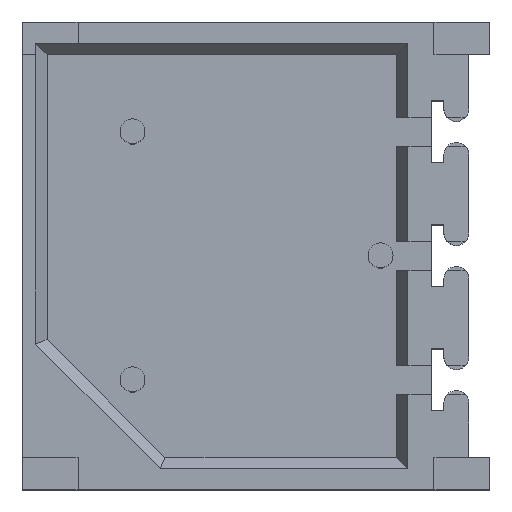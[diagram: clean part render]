
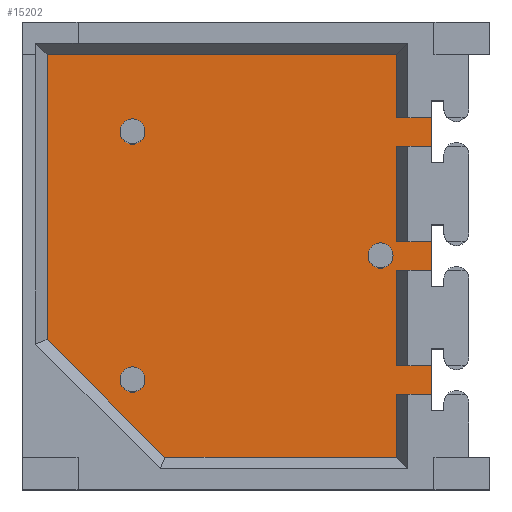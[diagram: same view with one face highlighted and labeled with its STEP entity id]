
A CAD part, top view. The second image highlights one B-rep face of the part: STEP entity #15202.
In plain terms, the highlighted planar face has unit normal (0, 0, 1).
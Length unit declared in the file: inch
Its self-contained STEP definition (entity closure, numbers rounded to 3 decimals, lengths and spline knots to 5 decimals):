
#165 = VERTEX_POINT ( 'NONE', #15405 ) ;
#440 = LINE ( 'NONE', #15192, #4711 ) ;
#581 = EDGE_CURVE ( 'NONE', #10838, #1846, #19041, .T. ) ;
#609 = VECTOR ( 'NONE', #10969, 39.37008 ) ;
#663 = CARTESIAN_POINT ( 'NONE',  ( 0.147, 0.1625, 0.16441 ) ) ;
#849 = CARTESIAN_POINT ( 'NONE',  ( 0.175, 0.1115, 0.16441 ) ) ;
#878 = FACE_OUTER_BOUND ( 'NONE', #16629, .T. ) ;
#971 = VECTOR ( 'NONE', #11460, 39.37008 ) ;
#1132 = VECTOR ( 'NONE', #13975, 39.37008 ) ;
#1187 = DIRECTION ( 'NONE',  ( -0.707, 0.707, 0. ) ) ;
#1350 = ORIENTED_EDGE ( 'NONE', *, *, #3614, .T. ) ;
#1467 = LINE ( 'NONE', #18202, #10492 ) ;
#1609 = CARTESIAN_POINT ( 'NONE',  ( 0.147, 0.0115, 0.16441 ) ) ;
#1715 = ORIENTED_EDGE ( 'NONE', *, *, #15510, .F. ) ;
#1799 = CARTESIAN_POINT ( 'NONE',  ( 0.175, 0.1115, 0.16441 ) ) ;
#1846 = VERTEX_POINT ( 'NONE', #8737 ) ;
#2009 = VECTOR ( 'NONE', #8904, 39.37008 ) ;
#2013 = VERTEX_POINT ( 'NONE', #7939 ) ;
#2263 = ORIENTED_EDGE ( 'NONE', *, *, #17372, .F. ) ;
#2542 = DIRECTION ( 'NONE',  ( -1., 0., 0. ) ) ;
#3241 = ORIENTED_EDGE ( 'NONE', *, *, #3788, .F. ) ;
#3296 = CARTESIAN_POINT ( 'NONE',  ( 0.175, 0.075, 0.16441 ) ) ;
#3412 = CARTESIAN_POINT ( 'NONE',  ( 0.175, -0.0115, 0.16441 ) ) ;
#3553 = EDGE_CURVE ( 'NONE', #18351, #165, #6088, .T. ) ;
#3614 = EDGE_CURVE ( 'NONE', #11610, #2013, #15517, .T. ) ;
#3693 = LINE ( 'NONE', #10461, #7504 ) ;
#3788 = EDGE_CURVE ( 'NONE', #165, #10838, #12261, .T. ) ;
#3884 = VECTOR ( 'NONE', #8488, 39.37008 ) ;
#3933 = DIRECTION ( 'NONE',  ( 0., 0., -1. ) ) ;
#4390 = VERTEX_POINT ( 'NONE', #11273 ) ;
#4588 = VERTEX_POINT ( 'NONE', #7289 ) ;
#4666 = CARTESIAN_POINT ( 'NONE',  ( 0.175, 0.0885, 0.16441 ) ) ;
#4711 = VECTOR ( 'NONE', #12202, 39.37008 ) ;
#4858 = CARTESIAN_POINT ( 'NONE',  ( 0.147, -0.1625, 0.16441 ) ) ;
#4915 = VERTEX_POINT ( 'NONE', #19252 ) ;
#5211 = EDGE_CURVE ( 'NONE', #12190, #10893, #16123, .T. ) ;
#5353 = DIRECTION ( 'NONE',  ( 0., -1., 0. ) ) ;
#5396 = EDGE_CURVE ( 'NONE', #12536, #4588, #16364, .T. ) ;
#5611 = VERTEX_POINT ( 'NONE', #849 ) ;
#5776 = CARTESIAN_POINT ( 'NONE',  ( 0.147, -0.0115, 0.16441 ) ) ;
#5779 = ORIENTED_EDGE ( 'NONE', *, *, #14346, .F. ) ;
#5900 = CARTESIAN_POINT ( 'NONE',  ( 0.156, 0.1625, 0.16441 ) ) ;
#5940 = LINE ( 'NONE', #1799, #17252 ) ;
#5966 = VECTOR ( 'NONE', #5353, 39.37008 ) ;
#5984 = DIRECTION ( 'NONE',  ( 0., -1., 0. ) ) ;
#6088 = LINE ( 'NONE', #4858, #1132 ) ;
#6121 = DIRECTION ( 'NONE',  ( -1., 0., 0. ) ) ;
#7037 = EDGE_CURVE ( 'NONE', #5611, #4390, #5940, .T. ) ;
#7230 = AXIS2_PLACEMENT_3D ( 'NONE', #9852, #3933, #16024 ) ;
#7289 = CARTESIAN_POINT ( 'NONE',  ( 0.147, -0.0885, 0.16441 ) ) ;
#7427 = VERTEX_POINT ( 'NONE', #17354 ) ;
#7489 = VECTOR ( 'NONE', #1187, 39.37008 ) ;
#7504 = VECTOR ( 'NONE', #5984, 39.37008 ) ;
#7656 = CARTESIAN_POINT ( 'NONE',  ( 0.175, 0.0115, 0.16441 ) ) ;
#7844 = LINE ( 'NONE', #3296, #17746 ) ;
#7939 = CARTESIAN_POINT ( 'NONE',  ( 0.175, -0.0885, 0.16441 ) ) ;
#8169 = ORIENTED_EDGE ( 'NONE', *, *, #12173, .F. ) ;
#8488 = DIRECTION ( 'NONE',  ( -1., 0., 0. ) ) ;
#8737 = CARTESIAN_POINT ( 'NONE',  ( -0.135, -0.0675, 0.16441 ) ) ;
#8832 = CARTESIAN_POINT ( 'NONE',  ( 0.175, -0.1115, 0.16441 ) ) ;
#8904 = DIRECTION ( 'NONE',  ( 1., 0., 0. ) ) ;
#9065 = VECTOR ( 'NONE', #12222, 39.37008 ) ;
#9406 = EDGE_CURVE ( 'NONE', #1846, #12725, #13400, .T. ) ;
#9461 = DIRECTION ( 'NONE',  ( 1., 0., 0. ) ) ;
#9514 = DIRECTION ( 'NONE',  ( -1., 0., 0. ) ) ;
#9696 = ORIENTED_EDGE ( 'NONE', *, *, #18806, .F. ) ;
#9733 = EDGE_CURVE ( 'NONE', #9783, #10893, #17879, .T. ) ;
#9783 = VERTEX_POINT ( 'NONE', #1609 ) ;
#9837 = LINE ( 'NONE', #17373, #3884 ) ;
#9838 = ORIENTED_EDGE ( 'NONE', *, *, #9733, .F. ) ;
#9852 = CARTESIAN_POINT ( 'NONE',  ( 0.205, 0.1625, 0.16441 ) ) ;
#10173 = EDGE_CURVE ( 'NONE', #12190, #12536, #9837, .T. ) ;
#10461 = CARTESIAN_POINT ( 'NONE',  ( 0.147, 0.1115, 0.16441 ) ) ;
#10492 = VECTOR ( 'NONE', #6121, 39.37008 ) ;
#10692 = CARTESIAN_POINT ( 'NONE',  ( 0.175, 0.025, 0.16441 ) ) ;
#10813 = ORIENTED_EDGE ( 'NONE', *, *, #5211, .T. ) ;
#10824 = ORIENTED_EDGE ( 'NONE', *, *, #9406, .F. ) ;
#10838 = VERTEX_POINT ( 'NONE', #17691 ) ;
#10893 = VERTEX_POINT ( 'NONE', #7656 ) ;
#10955 = CARTESIAN_POINT ( 'NONE',  ( 0.147, -0.1115, 0.16441 ) ) ;
#10960 = DIRECTION ( 'NONE',  ( -1., 0., 0. ) ) ;
#10969 = DIRECTION ( 'NONE',  ( 0., 1., 0. ) ) ;
#11273 = CARTESIAN_POINT ( 'NONE',  ( 0.147, 0.1115, 0.16441 ) ) ;
#11299 = CARTESIAN_POINT ( 'NONE',  ( -0.031, -0.1625, 0.16441 ) ) ;
#11326 = PLANE ( 'NONE',  #7230 ) ;
#11460 = DIRECTION ( 'NONE',  ( 0., -1., 0. ) ) ;
#11601 = CARTESIAN_POINT ( 'NONE',  ( 0.147, 0.1625, 0.16441 ) ) ;
#11610 = VERTEX_POINT ( 'NONE', #8832 ) ;
#11750 = ORIENTED_EDGE ( 'NONE', *, *, #5396, .F. ) ;
#11892 = EDGE_CURVE ( 'NONE', #7427, #9783, #11893, .T. ) ;
#11893 = LINE ( 'NONE', #11601, #971 ) ;
#11895 = CARTESIAN_POINT ( 'NONE',  ( 0.205, 0.0115, 0.16441 ) ) ;
#12173 = EDGE_CURVE ( 'NONE', #5611, #15430, #7844, .T. ) ;
#12190 = VERTEX_POINT ( 'NONE', #3412 ) ;
#12202 = DIRECTION ( 'NONE',  ( 1., 0., 0. ) ) ;
#12222 = DIRECTION ( 'NONE',  ( 0., 1., 0. ) ) ;
#12261 = LINE ( 'NONE', #11299, #16692 ) ;
#12536 = VERTEX_POINT ( 'NONE', #5776 ) ;
#12725 = VERTEX_POINT ( 'NONE', #16589 ) ;
#13122 = ORIENTED_EDGE ( 'NONE', *, *, #7037, .T. ) ;
#13400 = LINE ( 'NONE', #14374, #13887 ) ;
#13786 = CARTESIAN_POINT ( 'NONE',  ( 0.175, -0.075, 0.16441 ) ) ;
#13887 = VECTOR ( 'NONE', #17203, 39.37008 ) ;
#13975 = DIRECTION ( 'NONE',  ( 0., -1., 0. ) ) ;
#14002 = ORIENTED_EDGE ( 'NONE', *, *, #3553, .F. ) ;
#14346 = EDGE_CURVE ( 'NONE', #4588, #2013, #440, .T. ) ;
#14374 = CARTESIAN_POINT ( 'NONE',  ( -0.135, 0.1625, 0.16441 ) ) ;
#14523 = ORIENTED_EDGE ( 'NONE', *, *, #11892, .F. ) ;
#14584 = LINE ( 'NONE', #17151, #18602 ) ;
#15125 = EDGE_CURVE ( 'NONE', #15430, #7427, #14584, .T. ) ;
#15192 = CARTESIAN_POINT ( 'NONE',  ( 0.205, -0.0885, 0.16441 ) ) ;
#15202 = ADVANCED_FACE ( 'NONE', ( #878 ), #11326, .F. ) ;
#15247 = ORIENTED_EDGE ( 'NONE', *, *, #10173, .F. ) ;
#15255 = ORIENTED_EDGE ( 'NONE', *, *, #581, .F. ) ;
#15375 = VECTOR ( 'NONE', #9461, 39.37008 ) ;
#15405 = CARTESIAN_POINT ( 'NONE',  ( 0.147, -0.1625, 0.16441 ) ) ;
#15430 = VERTEX_POINT ( 'NONE', #4666 ) ;
#15499 = DIRECTION ( 'NONE',  ( 0., -1., 0. ) ) ;
#15510 = EDGE_CURVE ( 'NONE', #4915, #4390, #3693, .T. ) ;
#15517 = LINE ( 'NONE', #13786, #609 ) ;
#16024 = DIRECTION ( 'NONE',  ( -1., 0., 0. ) ) ;
#16123 = LINE ( 'NONE', #10692, #9065 ) ;
#16364 = LINE ( 'NONE', #663, #5966 ) ;
#16589 = CARTESIAN_POINT ( 'NONE',  ( -0.135, 0.1625, 0.16441 ) ) ;
#16629 = EDGE_LOOP ( 'NONE', ( #10813, #9838, #14523, #17154, #8169, #13122, #1715, #9696, #10824, #15255, #3241, #14002, #2263, #1350, #5779, #11750, #15247 ) ) ;
#16692 = VECTOR ( 'NONE', #2542, 39.37008 ) ;
#17151 = CARTESIAN_POINT ( 'NONE',  ( 0.205, 0.0885, 0.16441 ) ) ;
#17154 = ORIENTED_EDGE ( 'NONE', *, *, #15125, .F. ) ;
#17203 = DIRECTION ( 'NONE',  ( 0., 1., 0. ) ) ;
#17252 = VECTOR ( 'NONE', #10960, 39.37008 ) ;
#17354 = CARTESIAN_POINT ( 'NONE',  ( 0.147, 0.0885, 0.16441 ) ) ;
#17372 = EDGE_CURVE ( 'NONE', #11610, #18351, #1467, .T. ) ;
#17373 = CARTESIAN_POINT ( 'NONE',  ( 0.205, -0.0115, 0.16441 ) ) ;
#17691 = CARTESIAN_POINT ( 'NONE',  ( -0.04, -0.1625, 0.16441 ) ) ;
#17746 = VECTOR ( 'NONE', #15499, 39.37008 ) ;
#17879 = LINE ( 'NONE', #11895, #2009 ) ;
#18202 = CARTESIAN_POINT ( 'NONE',  ( 0.175, -0.1115, 0.16441 ) ) ;
#18351 = VERTEX_POINT ( 'NONE', #10955 ) ;
#18471 = LINE ( 'NONE', #5900, #15375 ) ;
#18602 = VECTOR ( 'NONE', #9514, 39.37008 ) ;
#18806 = EDGE_CURVE ( 'NONE', #12725, #4915, #18471, .T. ) ;
#19041 = LINE ( 'NONE', #19210, #7489 ) ;
#19210 = CARTESIAN_POINT ( 'NONE',  ( -0.135, -0.0675, 0.16441 ) ) ;
#19252 = CARTESIAN_POINT ( 'NONE',  ( 0.147, 0.1625, 0.16441 ) ) ;
